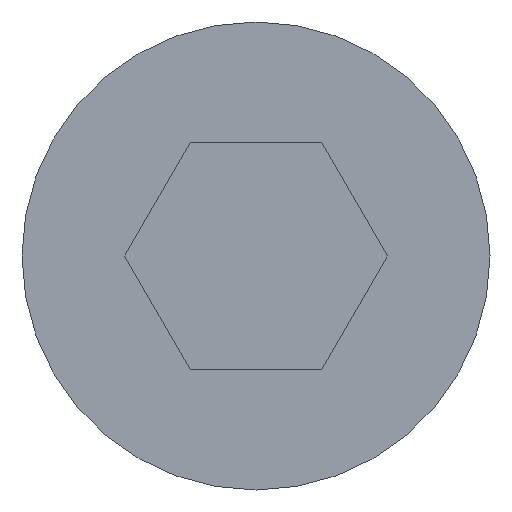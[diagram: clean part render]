
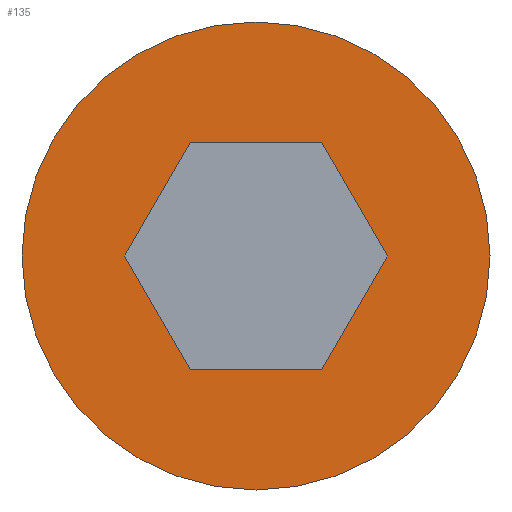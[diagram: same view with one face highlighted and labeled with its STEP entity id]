
A CAD part, front view. The second image highlights one B-rep face of the part: STEP entity #135.
In plain terms, the highlighted planar face has unit normal (0, -1, 0).
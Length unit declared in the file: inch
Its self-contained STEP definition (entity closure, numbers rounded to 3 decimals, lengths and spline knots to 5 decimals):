
#1 = CARTESIAN_POINT ( 'NONE',  ( -0.03157, 0., -0.05469 ) ) ;
#9 = CARTESIAN_POINT ( 'NONE',  ( 0.03157, 0., 0.05469 ) ) ;
#30 = ORIENTED_EDGE ( 'NONE', *, *, #154, .F. ) ;
#38 = CARTESIAN_POINT ( 'NONE',  ( 0.06315, 0., 0. ) ) ;
#47 = CARTESIAN_POINT ( 'NONE',  ( -0.06315, 0., 0. ) ) ;
#54 = CARTESIAN_POINT ( 'NONE',  ( -0.03157, 0., 0.05469 ) ) ;
#81 = DIRECTION ( 'NONE',  ( 0.5, 0., 0.866 ) ) ;
#95 = EDGE_CURVE ( 'NONE', #325, #377, #103, .T. ) ;
#99 = FACE_OUTER_BOUND ( 'NONE', #279, .T. ) ;
#102 = VERTEX_POINT ( 'NONE', #47 ) ;
#103 = LINE ( 'NONE', #115, #463 ) ;
#113 = DIRECTION ( 'NONE',  ( 1., 0., 0. ) ) ;
#114 = EDGE_CURVE ( 'NONE', #377, #282, #124, .T. ) ;
#115 = CARTESIAN_POINT ( 'NONE',  ( 0.03157, 0., -0.05469 ) ) ;
#117 = VECTOR ( 'NONE', #453, 39.37008 ) ;
#124 = LINE ( 'NONE', #38, #117 ) ;
#135 = ADVANCED_FACE ( 'NONE', ( #454, #99 ), #163, .F. ) ;
#140 = EDGE_CURVE ( 'NONE', #282, #451, #175, .T. ) ;
#145 = EDGE_CURVE ( 'NONE', #451, #102, #219, .T. ) ;
#154 = EDGE_CURVE ( 'NONE', #102, #365, #196, .T. ) ;
#157 = CARTESIAN_POINT ( 'NONE',  ( 0.03157, 0., -0.05469 ) ) ;
#159 = VECTOR ( 'NONE', #292, 39.37008 ) ;
#163 = PLANE ( 'NONE',  #260 ) ;
#166 = EDGE_CURVE ( 'NONE', #365, #325, #249, .T. ) ;
#168 = CARTESIAN_POINT ( 'NONE',  ( 0., 0., 0.1125 ) ) ;
#172 = VERTEX_POINT ( 'NONE', #168 ) ;
#173 = CARTESIAN_POINT ( 'NONE',  ( -0.03157, 0., -0.05469 ) ) ;
#175 = LINE ( 'NONE', #466, #318 ) ;
#179 = EDGE_CURVE ( 'NONE', #343, #172, #353, .T. ) ;
#180 = AXIS2_PLACEMENT_3D ( 'NONE', #344, #346, #375 ) ;
#195 = CARTESIAN_POINT ( 'NONE',  ( 0., 0., 0. ) ) ;
#196 = LINE ( 'NONE', #416, #159 ) ;
#198 = DIRECTION ( 'NONE',  ( 0., 1., 0. ) ) ;
#200 = DIRECTION ( 'NONE',  ( 0., 0., 1. ) ) ;
#201 = EDGE_CURVE ( 'NONE', #172, #343, #338, .T. ) ;
#219 = LINE ( 'NONE', #261, #362 ) ;
#249 = LINE ( 'NONE', #1, #250 ) ;
#250 = VECTOR ( 'NONE', #113, 39.37008 ) ;
#254 = DIRECTION ( 'NONE',  ( 0., 0., 1. ) ) ;
#260 = AXIS2_PLACEMENT_3D ( 'NONE', #449, #404, #254 ) ;
#261 = CARTESIAN_POINT ( 'NONE',  ( -0.03157, 0., 0.05469 ) ) ;
#274 = ORIENTED_EDGE ( 'NONE', *, *, #114, .F. ) ;
#276 = DIRECTION ( 'NONE',  ( -0.5, 0., -0.866 ) ) ;
#279 = EDGE_LOOP ( 'NONE', ( #414, #308 ) ) ;
#282 = VERTEX_POINT ( 'NONE', #9 ) ;
#292 = DIRECTION ( 'NONE',  ( 0.5, 0., -0.866 ) ) ;
#299 = CARTESIAN_POINT ( 'NONE',  ( 0.06315, 0., 0. ) ) ;
#308 = ORIENTED_EDGE ( 'NONE', *, *, #201, .F. ) ;
#316 = ORIENTED_EDGE ( 'NONE', *, *, #145, .F. ) ;
#318 = VECTOR ( 'NONE', #407, 39.37008 ) ;
#325 = VERTEX_POINT ( 'NONE', #157 ) ;
#338 = CIRCLE ( 'NONE', #180, 0.1125 ) ;
#341 = ORIENTED_EDGE ( 'NONE', *, *, #95, .F. ) ;
#343 = VERTEX_POINT ( 'NONE', #351 ) ;
#344 = CARTESIAN_POINT ( 'NONE',  ( 0., 0., 0. ) ) ;
#346 = DIRECTION ( 'NONE',  ( 0., 1., 0. ) ) ;
#351 = CARTESIAN_POINT ( 'NONE',  ( 0., 0., -0.1125 ) ) ;
#353 = CIRCLE ( 'NONE', #464, 0.1125 ) ;
#362 = VECTOR ( 'NONE', #276, 39.37008 ) ;
#365 = VERTEX_POINT ( 'NONE', #173 ) ;
#375 = DIRECTION ( 'NONE',  ( 0., 0., 1. ) ) ;
#377 = VERTEX_POINT ( 'NONE', #299 ) ;
#389 = ORIENTED_EDGE ( 'NONE', *, *, #140, .F. ) ;
#392 = EDGE_LOOP ( 'NONE', ( #274, #341, #405, #30, #316, #389 ) ) ;
#404 = DIRECTION ( 'NONE',  ( 0., 1., 0. ) ) ;
#405 = ORIENTED_EDGE ( 'NONE', *, *, #166, .F. ) ;
#407 = DIRECTION ( 'NONE',  ( -1., 0., 0. ) ) ;
#414 = ORIENTED_EDGE ( 'NONE', *, *, #179, .F. ) ;
#416 = CARTESIAN_POINT ( 'NONE',  ( -0.06315, 0., 0. ) ) ;
#449 = CARTESIAN_POINT ( 'NONE',  ( 0., 0., 0. ) ) ;
#451 = VERTEX_POINT ( 'NONE', #54 ) ;
#453 = DIRECTION ( 'NONE',  ( -0.5, 0., 0.866 ) ) ;
#454 = FACE_BOUND ( 'NONE', #392, .T. ) ;
#463 = VECTOR ( 'NONE', #81, 39.37008 ) ;
#464 = AXIS2_PLACEMENT_3D ( 'NONE', #195, #198, #200 ) ;
#466 = CARTESIAN_POINT ( 'NONE',  ( 0.03157, 0., 0.05469 ) ) ;
